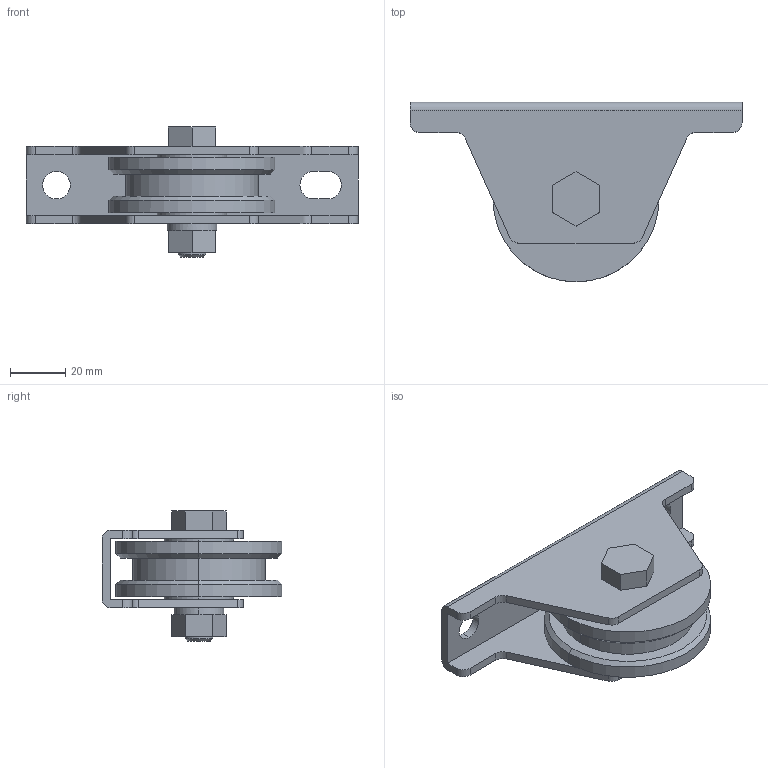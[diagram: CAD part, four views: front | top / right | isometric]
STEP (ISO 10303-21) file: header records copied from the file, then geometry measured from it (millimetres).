
FILE_DESCRIPTION (( 'STEP AP203' ), '1' );
FILE_NAME ('K-1020-60.STEP', '2009-08-10T02:45:36', ( '11sw' ), ( 'タキゲン製造株式会社' ), 'SwSTEP 2.0', 'SolidWorks 2007', '' );
FILE_SCHEMA (( 'CONFIG_CONTROL_DESIGN' ));
Length unit declared in the file: millimetre
Products named in the file (1): K-1020-60
Bounding box: 120 x 65 x 47 mm (x, y, z)
Volume: 83552.7 mm3; surface area: 31617.8 mm2
Topology: 1 solids, 1 shells, 89 faces, 222 edges, 142 vertices
Faces by surface type: plane 51, cylinder 32, cone 6
Entity records: 2743 total; most frequent: DIRECTION 484, CARTESIAN_POINT 454, ORIENTED_EDGE 444, EDGE_CURVE 222, AXIS2_PLACEMENT_3D 172, VERTEX_POINT 142, VECTOR 140, LINE 140
